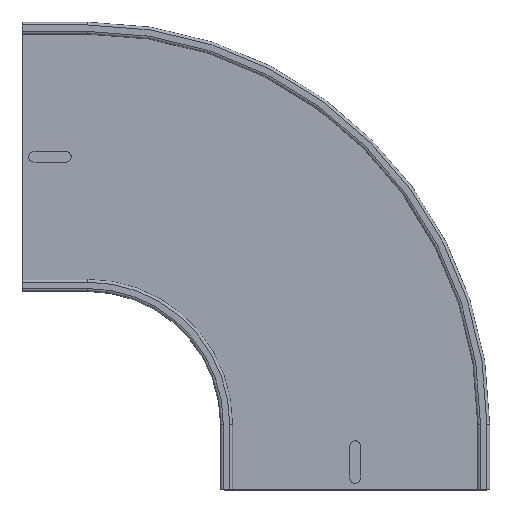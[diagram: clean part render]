
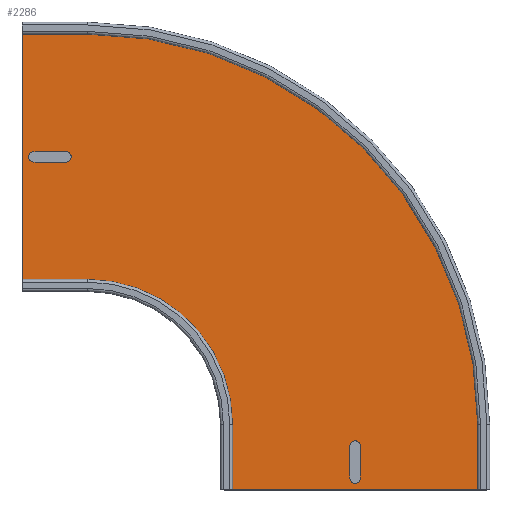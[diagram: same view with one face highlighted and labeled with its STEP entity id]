
A CAD part, top view. The second image highlights one B-rep face of the part: STEP entity #2286.
In plain terms, the highlighted planar face has unit normal (0, 0, 1).
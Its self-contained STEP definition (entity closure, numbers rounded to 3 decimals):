
#110=PLANE('',#2546);
#230=FACE_OUTER_BOUND('',#364,.T.);
#364=EDGE_LOOP('',(#1950,#1951,#1952,#1953,#1954,#1955,#1956,#1957));
#522=LINE('',#3888,#702);
#533=LINE('',#3919,#713);
#534=LINE('',#3924,#714);
#535=LINE('',#3928,#715);
#536=LINE('',#3930,#716);
#537=LINE('',#3931,#717);
#702=VECTOR('',#3174,1.);
#713=VECTOR('',#3205,1.);
#714=VECTOR('',#3210,1.);
#715=VECTOR('',#3213,1.);
#716=VECTOR('',#3214,1.);
#717=VECTOR('',#3215,1.);
#882=CIRCLE('',#2547,299.8);
#883=CIRCLE('',#2548,102.6);
#1071=VERTEX_POINT('',#3885);
#1072=VERTEX_POINT('',#3887);
#1082=VERTEX_POINT('',#3917);
#1083=VERTEX_POINT('',#3921);
#1084=VERTEX_POINT('',#3922);
#1085=VERTEX_POINT('',#3925);
#1086=VERTEX_POINT('',#3927);
#1087=VERTEX_POINT('',#3929);
#1389=EDGE_CURVE('',#1071,#1072,#522,.T.);
#1405=EDGE_CURVE('',#1082,#1071,#533,.T.);
#1406=EDGE_CURVE('',#1083,#1084,#882,.T.);
#1407=EDGE_CURVE('',#1083,#1072,#534,.T.);
#1408=EDGE_CURVE('',#1082,#1085,#883,.T.);
#1409=EDGE_CURVE('',#1086,#1085,#535,.T.);
#1410=EDGE_CURVE('',#1086,#1087,#536,.T.);
#1411=EDGE_CURVE('',#1087,#1084,#537,.T.);
#1950=ORIENTED_EDGE('',*,*,#1406,.F.);
#1951=ORIENTED_EDGE('',*,*,#1407,.T.);
#1952=ORIENTED_EDGE('',*,*,#1389,.F.);
#1953=ORIENTED_EDGE('',*,*,#1405,.F.);
#1954=ORIENTED_EDGE('',*,*,#1408,.T.);
#1955=ORIENTED_EDGE('',*,*,#1409,.F.);
#1956=ORIENTED_EDGE('',*,*,#1410,.T.);
#1957=ORIENTED_EDGE('',*,*,#1411,.T.);
#2286=ADVANCED_FACE('',(#230),#110,.T.);
#2546=AXIS2_PLACEMENT_3D('',#3920,#3206,#3207);
#2547=AXIS2_PLACEMENT_3D('',#3923,#3208,#3209);
#2548=AXIS2_PLACEMENT_3D('',#3926,#3211,#3212);
#3174=DIRECTION('',(0.,1.,0.));
#3205=DIRECTION('',(-1.,0.,0.));
#3206=DIRECTION('center_axis',(0.,0.,
1.));
#3207=DIRECTION('ref_axis',(0.,1.,0.));
#3208=DIRECTION('center_axis',(0.,0.,
-1.));
#3209=DIRECTION('ref_axis',(0.,1.,0.));
#3210=DIRECTION('',(-1.,0.,0.));
#3211=DIRECTION('center_axis',(0.,0.,
-1.));
#3212=DIRECTION('ref_axis',(0.,1.,0.));
#3213=DIRECTION('',(0.,1.,0.));
#3214=DIRECTION('',(1.,0.,0.));
#3215=DIRECTION('',(0.,1.,0.));
#3885=CARTESIAN_POINT('',(16.165,21.625,0.6));
#3887=CARTESIAN_POINT('',(16.165,218.825,0.6));
#3888=CARTESIAN_POINT('',(16.165,21.625,0.6));
#3917=CARTESIAN_POINT('',(65.465,21.625,0.6));
#3919=CARTESIAN_POINT('',(65.465,21.625,0.6));
#3920=CARTESIAN_POINT('Origin',(65.465,21.625,0.6));
#3921=CARTESIAN_POINT('',(65.465,218.825,0.6));
#3922=CARTESIAN_POINT('',(365.265,-80.975,0.6));
#3923=CARTESIAN_POINT('Origin',(65.465,-80.975,0.6));
#3924=CARTESIAN_POINT('',(65.465,218.825,0.6));
#3925=CARTESIAN_POINT('',(168.065,-80.975,0.6));
#3926=CARTESIAN_POINT('Origin',(65.465,-80.975,0.6));
#3927=CARTESIAN_POINT('',(168.065,-130.275,0.6));
#3928=CARTESIAN_POINT('',(168.065,-130.275,0.6));
#3929=CARTESIAN_POINT('',(365.265,-130.275,0.6));
#3930=CARTESIAN_POINT('',(168.065,-130.275,0.6));
#3931=CARTESIAN_POINT('',(365.265,-130.275,0.6));
